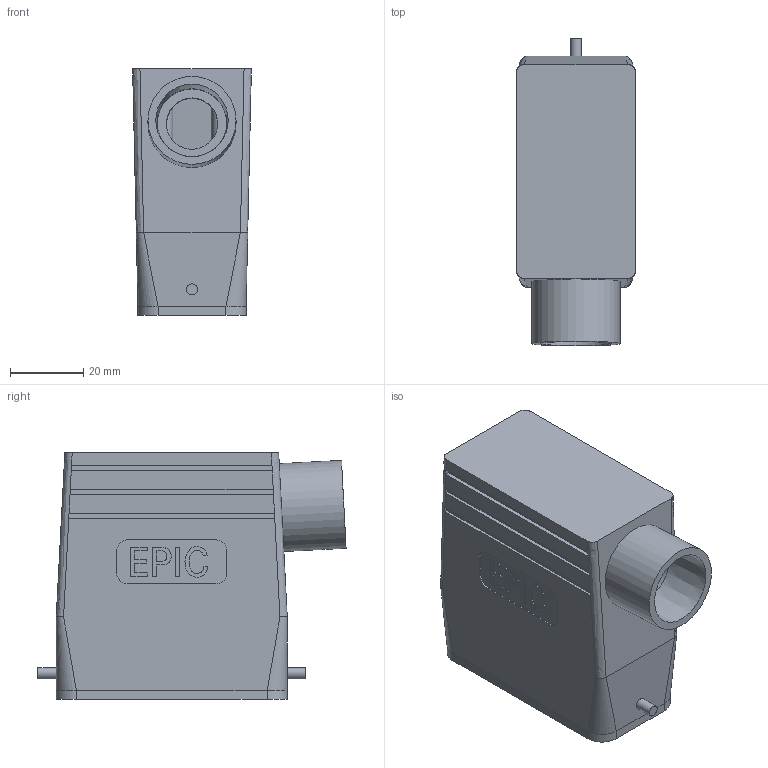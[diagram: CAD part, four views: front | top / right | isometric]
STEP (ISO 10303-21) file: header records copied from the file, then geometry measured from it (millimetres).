
FILE_DESCRIPTION( ( 'Unknown' ), '1' );
FILE_NAME( 'H_A_10_TSH_NPT_12.stp', 'Unknown', ( 'Unknown' ), ( 'Unknown' ), 'PSStep 11.0', 'Unknown', ' ' );
FILE_SCHEMA( ( 'AUTOMOTIVE_DESIGN { 1 0 10303 214 1 1 1 1 }' ) );
Length unit declared in the file: millimetre
Products named in the file (1): 1
Bounding box: 32.4 x 84.04 x 67.3 mm (x, y, z)
Volume: 50184.9 mm3; surface area: 28862.2 mm2
Topology: 1 solids, 1 shells, 160 faces, 394 edges, 251 vertices
Faces by surface type: plane 117, cylinder 29, bspline 8, extrusion 5, cone 1
Full cylindrical faces by diameter (mm): 2.459 x4, 3 x2, 14 x1, 18.923 x1, 24 x1
Entity records: 6543 total; most frequent: CARTESIAN_POINT 1736, ORIENTED_EDGE 762, DIRECTION 624, EDGE_CURVE 381, VERTEX_POINT 248, VECTOR 216, LINE 211, AXIS2_PLACEMENT_3D 204
